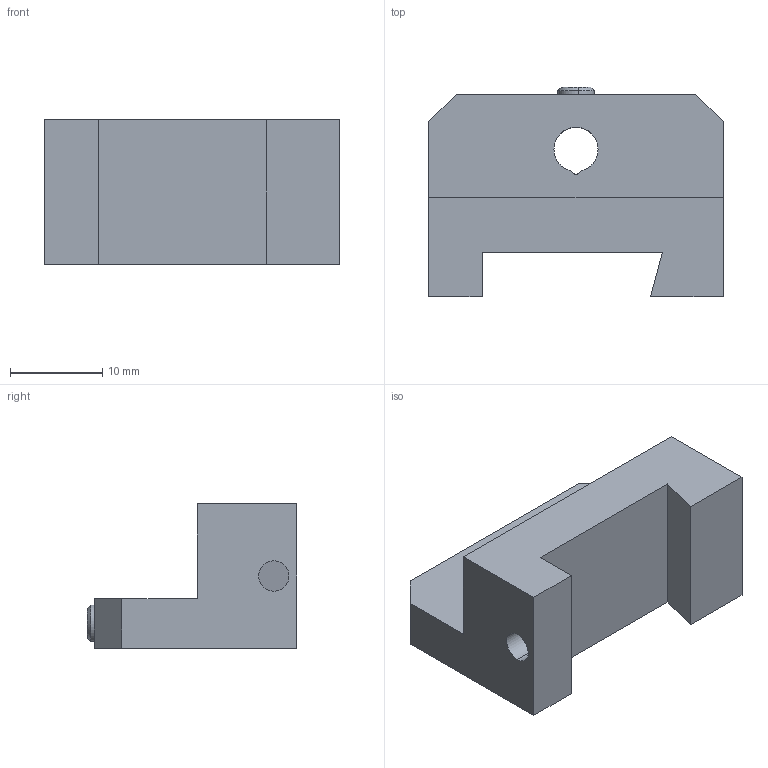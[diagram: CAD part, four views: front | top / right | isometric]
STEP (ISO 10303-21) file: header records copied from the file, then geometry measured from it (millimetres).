
FILE_DESCRIPTION (( 'STEP AP203' ), '1' );
FILE_NAME ('APFP-GH.STEP', '2018-12-06T08:10:20', ( '' ), ( '' ), 'SwSTEP 2.0', 'SolidWorks 2016', '' );
FILE_SCHEMA (( 'CONFIG_CONTROL_DESIGN' ));
Length unit declared in the file: millimetre
Products named in the file (1): APFP-GH
Bounding box: 32 x 22.76 x 15.7 mm (x, y, z)
Surface area: 3013.2 mm2 (no closed solid volume)
Topology: 0 solids, 2 shells, 38 faces, 98 edges, 64 vertices
Faces by surface type: plane 24, cylinder 10, cone 4
Entity records: 1280 total; most frequent: CARTESIAN_POINT 251, DIRECTION 198, ORIENTED_EDGE 188, EDGE_CURVE 98, LINE 72, VECTOR 72, VERTEX_POINT 64, AXIS2_PLACEMENT_3D 63
